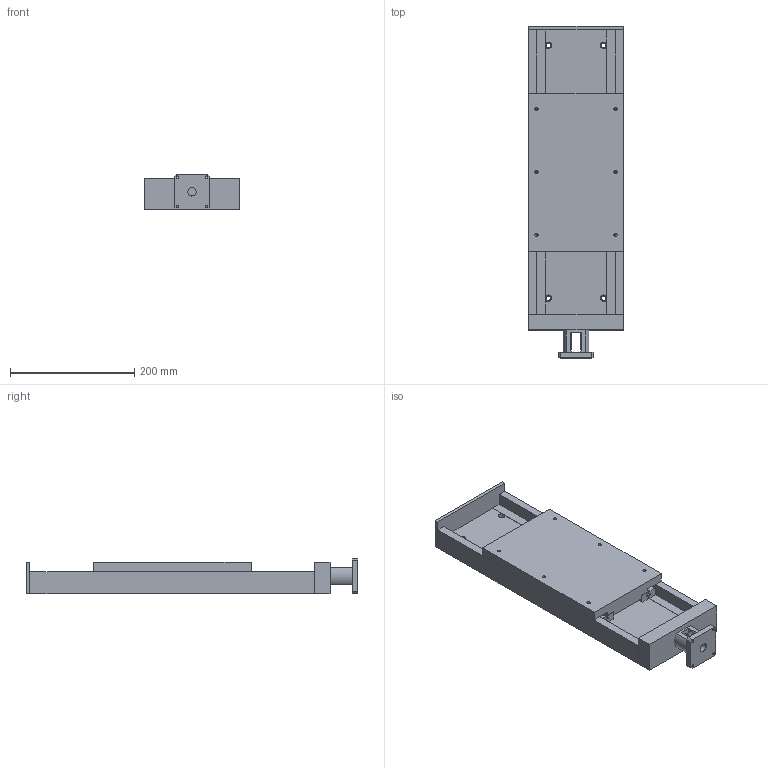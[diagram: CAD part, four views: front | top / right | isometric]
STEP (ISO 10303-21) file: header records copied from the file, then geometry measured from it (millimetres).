
FILE_DESCRIPTION((''),'2;1');
FILE_NAME('CGAC6-18-8.stp','2004-02-02T23:57:55',('Owner'),(''),'Autodesk Inventor (tm) 5.3','Autodesk Inventor (tm) 5.3','');
FILE_SCHEMA(('CONFIG_CONTROL_DESIGN'));
Length unit declared in the file: inch
Products named in the file (10): CGAC6-18-8; CGAC6-18-8 BOTTOM-BASE; CGAC6-18-8 TOP-BASE; CGAC6-18-8 RAIL-A; CGAC6-18-8 RAIL-B; CGAC6-18-8 RAIL-C; CGAC6-18-8 RAIL-D; CGAC6-18-8 ~~MTRBRKT23; CGAC6-18-8 END-PLATE-FRONT; CGAC6-18-8 END-PLATE-REAR
Assembly tree (9 placements, depth 2):
  CGAC6-18-8
    CGAC6-18-8 BOTTOM-BASE
    CGAC6-18-8 TOP-BASE
    CGAC6-18-8 RAIL-A
    CGAC6-18-8 RAIL-B
    CGAC6-18-8 RAIL-C
    CGAC6-18-8 RAIL-D
    CGAC6-18-8 ~~MTRBRKT23
    CGAC6-18-8 END-PLATE-FRONT
    CGAC6-18-8 END-PLATE-REAR
Bounding box: 152.4 x 533.65 x 57.15 mm (x, y, z)
Volume: 2596088.5 mm3; surface area: 415960.2 mm2
Topology: 9 solids, 9 shells, 204 faces, 550 edges, 364 vertices
Faces by surface type: plane 126, bspline 60, cylinder 18
Entity records: 8503 total; most frequent: CARTESIAN_POINT 2045, ORIENTED_EDGE 1100, DIRECTION 1032, EDGE_CURVE 550, VECTOR 394, LINE 394, VERTEX_POINT 364, AXIS2_PLACEMENT_3D 319
